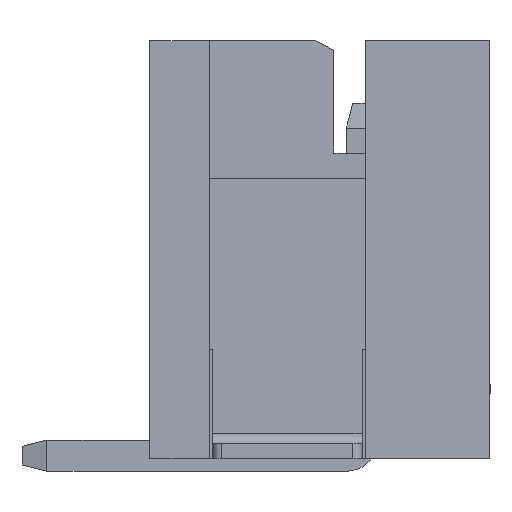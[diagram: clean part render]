
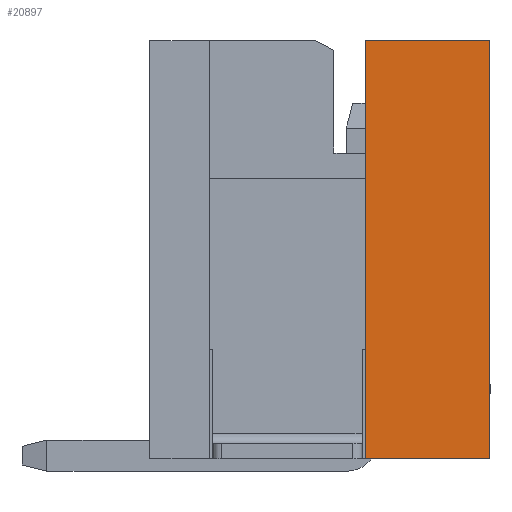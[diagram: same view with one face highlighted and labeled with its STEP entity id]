
A CAD part, left-side view. The second image highlights one B-rep face of the part: STEP entity #20897.
In plain terms, the highlighted planar face has unit normal (-1, 0, 0).
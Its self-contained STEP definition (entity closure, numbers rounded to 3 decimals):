
#886 = CARTESIAN_POINT ( 'NONE',  ( 2., 3.35, 10.9 ) ) ;
#1957 = CARTESIAN_POINT ( 'NONE',  ( 2., 3.35, 14.25 ) ) ;
#2324 = FACE_OUTER_BOUND ( 'NONE', #30284, .T. ) ;
#2499 = EDGE_CURVE ( 'NONE', #4665, #11052, #19627, .T. ) ;
#3112 = ORIENTED_EDGE ( 'NONE', *, *, #25885, .T. ) ;
#3496 = DIRECTION ( 'NONE',  ( 0., 1., 0. ) ) ;
#3550 = VERTEX_POINT ( 'NONE', #33216 ) ;
#3728 = LINE ( 'NONE', #28481, #18300 ) ;
#4665 = VERTEX_POINT ( 'NONE', #31704 ) ;
#5855 = AXIS2_PLACEMENT_3D ( 'NONE', #1957, #10692, #27433 ) ;
#6355 = ORIENTED_EDGE ( 'NONE', *, *, #2499, .F. ) ;
#7177 = CARTESIAN_POINT ( 'NONE',  ( 2., -0.1, 17.6 ) ) ;
#7334 = CARTESIAN_POINT ( 'NONE',  ( 2., 3.35, 17.6 ) ) ;
#8384 = CARTESIAN_POINT ( 'NONE',  ( 2., -0.1, 12.6 ) ) ;
#9180 = CARTESIAN_POINT ( 'NONE',  ( 2., -2.1, 10.9 ) ) ;
#10692 = DIRECTION ( 'NONE',  ( -1., 0., 0. ) ) ;
#10852 = DIRECTION ( 'NONE',  ( 0., 0., -1. ) ) ;
#11052 = VERTEX_POINT ( 'NONE', #7177 ) ;
#12000 = EDGE_CURVE ( 'NONE', #33951, #3550, #25533, .T. ) ;
#12106 = ORIENTED_EDGE ( 'NONE', *, *, #12000, .F. ) ;
#14714 = VECTOR ( 'NONE', #30466, 1000. ) ;
#14966 = EDGE_CURVE ( 'NONE', #11052, #25017, #29554, .T. ) ;
#16887 = VERTEX_POINT ( 'NONE', #25026 ) ;
#17192 = EDGE_CURVE ( 'NONE', #33951, #16887, #24597, .T. ) ;
#17324 = LINE ( 'NONE', #886, #30623 ) ;
#17708 = CARTESIAN_POINT ( 'NONE',  ( 2., -2.1, 17.59 ) ) ;
#18300 = VECTOR ( 'NONE', #20444, 1000. ) ;
#19627 = LINE ( 'NONE', #8384, #35877 ) ;
#19674 = VECTOR ( 'NONE', #32501, 1000. ) ;
#20444 = DIRECTION ( 'NONE',  ( 0., 0., 1. ) ) ;
#20897 = ADVANCED_FACE ( 'NONE', ( #2324 ), #35705, .T. ) ;
#22082 = CARTESIAN_POINT ( 'NONE',  ( 2., -2.09, 17.6 ) ) ;
#24597 = LINE ( 'NONE', #35796, #14714 ) ;
#24847 = ORIENTED_EDGE ( 'NONE', *, *, #27276, .F. ) ;
#25017 = VERTEX_POINT ( 'NONE', #22082 ) ;
#25026 = CARTESIAN_POINT ( 'NONE',  ( 2., -2.09, 17.59 ) ) ;
#25109 = DIRECTION ( 'NONE',  ( 0., 0., 1. ) ) ;
#25533 = LINE ( 'NONE', #9180, #32885 ) ;
#25885 = EDGE_CURVE ( 'NONE', #16887, #25017, #3728, .T. ) ;
#27276 = EDGE_CURVE ( 'NONE', #3550, #4665, #17324, .T. ) ;
#27433 = DIRECTION ( 'NONE',  ( 0., -1., 0. ) ) ;
#27543 = ORIENTED_EDGE ( 'NONE', *, *, #17192, .T. ) ;
#28481 = CARTESIAN_POINT ( 'NONE',  ( 2., -2.09, 17.6 ) ) ;
#29554 = LINE ( 'NONE', #7334, #19674 ) ;
#30284 = EDGE_LOOP ( 'NONE', ( #24847, #12106, #27543, #3112, #34242, #6355 ) ) ;
#30466 = DIRECTION ( 'NONE',  ( 0., 1., 0. ) ) ;
#30623 = VECTOR ( 'NONE', #3496, 1000. ) ;
#31704 = CARTESIAN_POINT ( 'NONE',  ( 2., -0.1, 10.9 ) ) ;
#32501 = DIRECTION ( 'NONE',  ( 0., -1., 0. ) ) ;
#32885 = VECTOR ( 'NONE', #10852, 1000. ) ;
#33216 = CARTESIAN_POINT ( 'NONE',  ( 2., -2.1, 10.9 ) ) ;
#33951 = VERTEX_POINT ( 'NONE', #17708 ) ;
#34242 = ORIENTED_EDGE ( 'NONE', *, *, #14966, .F. ) ;
#35705 = PLANE ( 'NONE',  #5855 ) ;
#35796 = CARTESIAN_POINT ( 'NONE',  ( 2., -2.1, 17.59 ) ) ;
#35877 = VECTOR ( 'NONE', #25109, 1000. ) ;
